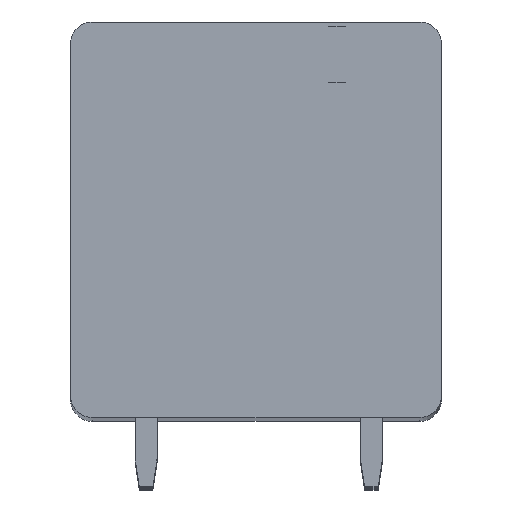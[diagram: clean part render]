
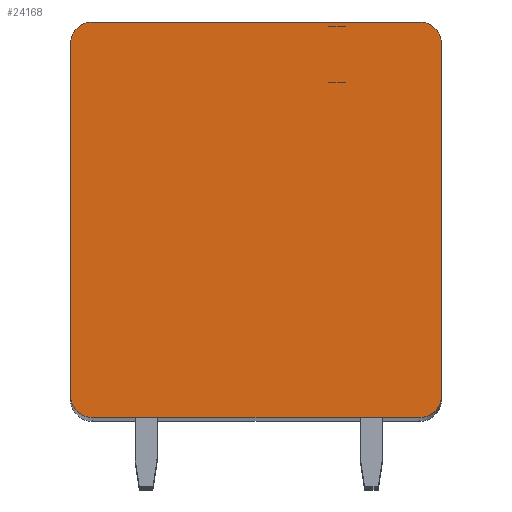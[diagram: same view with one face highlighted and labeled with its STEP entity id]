
A CAD part, top view. The second image highlights one B-rep face of the part: STEP entity #24168.
In plain terms, the highlighted planar face has unit normal (0, 0, 1).
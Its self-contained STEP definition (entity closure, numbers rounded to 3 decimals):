
#2963=CARTESIAN_POINT('',(-5.95,6.4,1.75));
#2964=DIRECTION('',(0.,0.,1.));
#2965=DIRECTION('',(0.,1.,0.));
#2966=AXIS2_PLACEMENT_3D('',#2963,#2964,#2965);
#2968=DIRECTION('',(-1.,0.,0.));
#2969=VECTOR('',#2968,11.9);
#2970=CARTESIAN_POINT('',(5.95,7.2,1.75));
#2971=LINE('',#2970,#2969);
#2972=CARTESIAN_POINT('',(5.95,6.4,1.75));
#2973=DIRECTION('',(0.,0.,1.));
#2974=DIRECTION('',(1.,0.,0.));
#2975=AXIS2_PLACEMENT_3D('',#2972,#2973,#2974);
#2977=DIRECTION('',(0.,1.,0.));
#2978=VECTOR('',#2977,12.8);
#2979=CARTESIAN_POINT('',(6.75,-6.4,1.75));
#2980=LINE('',#2979,#2978);
#2981=CARTESIAN_POINT('',(5.95,-6.4,1.75));
#2982=DIRECTION('',(0.,0.,1.));
#2983=DIRECTION('',(0.,-1.,0.));
#2984=AXIS2_PLACEMENT_3D('',#2981,#2982,#2983);
#2986=DIRECTION('',(1.,0.,0.));
#2987=VECTOR('',#2986,11.9);
#2988=CARTESIAN_POINT('',(-5.95,-7.2,1.75));
#2989=LINE('',#2988,#2987);
#2990=CARTESIAN_POINT('',(-5.95,-6.4,1.75));
#2991=DIRECTION('',(0.,0.,1.));
#2992=DIRECTION('',(-1.,0.,0.));
#2993=AXIS2_PLACEMENT_3D('',#2990,#2991,#2992);
#2995=DIRECTION('',(0.,-1.,0.));
#2996=VECTOR('',#2995,12.8);
#2997=CARTESIAN_POINT('',(-6.75,6.4,1.75));
#2998=LINE('',#2997,#2996);
#17929=CARTESIAN_POINT('',(-5.95,7.2,1.75));
#17930=VERTEX_POINT('',#17929);
#17931=CARTESIAN_POINT('',(-6.75,6.4,1.75));
#17932=VERTEX_POINT('',#17931);
#17937=CARTESIAN_POINT('',(6.75,6.4,1.75));
#17938=VERTEX_POINT('',#17937);
#17939=CARTESIAN_POINT('',(5.95,7.2,1.75));
#17940=VERTEX_POINT('',#17939);
#17945=CARTESIAN_POINT('',(-6.75,-6.4,1.75));
#17946=VERTEX_POINT('',#17945);
#17947=CARTESIAN_POINT('',(-5.95,-7.2,1.75));
#17948=VERTEX_POINT('',#17947);
#17953=CARTESIAN_POINT('',(5.95,-7.2,1.75));
#17954=VERTEX_POINT('',#17953);
#17955=CARTESIAN_POINT('',(6.75,-6.4,1.75));
#17956=VERTEX_POINT('',#17955);
#24153=CARTESIAN_POINT('',(0.,0.,1.75));
#24154=DIRECTION('',(0.,0.,1.));
#24155=DIRECTION('',(1.,0.,0.));
#24156=AXIS2_PLACEMENT_3D('',#24153,#24154,#24155);
#24157=PLANE('',#24156);
#24158=ORIENTED_EDGE('',*,*,#22333,.F.);
#24159=ORIENTED_EDGE('',*,*,#22349,.F.);
#24160=ORIENTED_EDGE('',*,*,#22978,.F.);
#24161=ORIENTED_EDGE('',*,*,#22993,.F.);
#24162=ORIENTED_EDGE('',*,*,#23446,.F.);
#24163=ORIENTED_EDGE('',*,*,#23459,.F.);
#24164=ORIENTED_EDGE('',*,*,#23914,.F.);
#24165=ORIENTED_EDGE('',*,*,#23926,.F.);
#24166=EDGE_LOOP('',(#24158,#24159,#24160,#24161,#24162,#24163,#24164,#24165));
#24167=FACE_OUTER_BOUND('',#24166,.F.);
#2967=CIRCLE('',#2966,0.8);
#2976=CIRCLE('',#2975,0.8);
#2985=CIRCLE('',#2984,0.8);
#2994=CIRCLE('',#2993,0.8);
#22333=EDGE_CURVE('',#17930,#17932,#2967,.T.);
#22349=EDGE_CURVE('',#17940,#17930,#2971,.T.);
#22978=EDGE_CURVE('',#17938,#17940,#2976,.T.);
#22993=EDGE_CURVE('',#17956,#17938,#2980,.T.);
#23446=EDGE_CURVE('',#17954,#17956,#2985,.T.);
#23459=EDGE_CURVE('',#17948,#17954,#2989,.T.);
#23914=EDGE_CURVE('',#17946,#17948,#2994,.T.);
#23926=EDGE_CURVE('',#17932,#17946,#2998,.T.);
#24168=ADVANCED_FACE('',(#24167),#24157,.T.);
